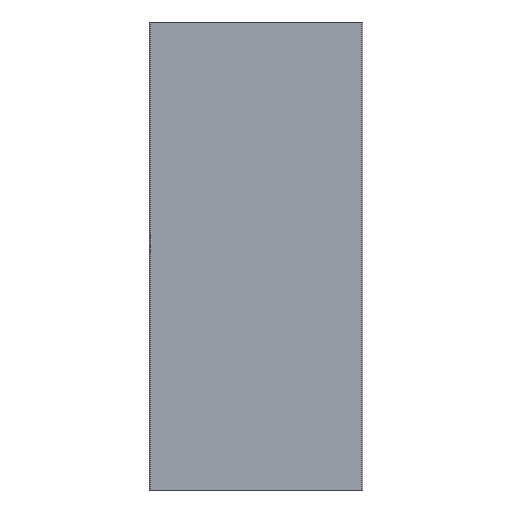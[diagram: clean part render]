
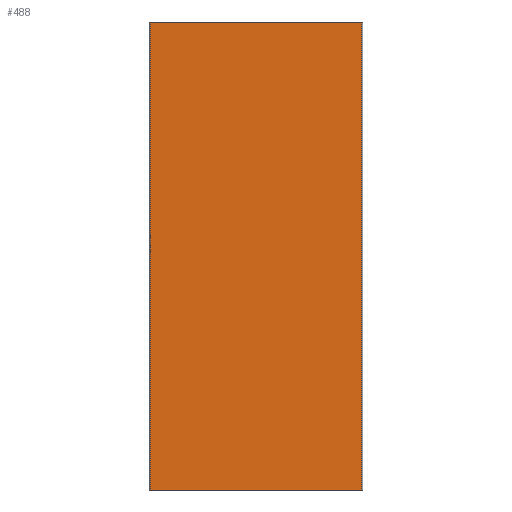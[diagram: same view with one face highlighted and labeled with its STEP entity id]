
A CAD part, front view. The second image highlights one B-rep face of the part: STEP entity #488.
In plain terms, the highlighted planar face has unit normal (0, -1, 0).
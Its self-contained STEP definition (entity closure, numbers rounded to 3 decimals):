
#39 = VECTOR ( 'NONE', #252, 1000. ) ;
#86 = AXIS2_PLACEMENT_3D ( 'NONE', #554, #131, #586 ) ;
#131 = DIRECTION ( 'NONE',  ( 0., 1., 0. ) ) ;
#172 = EDGE_CURVE ( 'NONE', #1075, #399, #691, .T. ) ;
#192 = EDGE_CURVE ( 'NONE', #587, #1075, #193, .T. ) ;
#193 = LINE ( 'NONE', #400, #692 ) ;
#195 = LINE ( 'NONE', #641, #560 ) ;
#219 = VECTOR ( 'NONE', #565, 1000. ) ;
#252 = DIRECTION ( 'NONE',  ( 1., 0., 0. ) ) ;
#259 = EDGE_CURVE ( 'NONE', #399, #544, #195, .T. ) ;
#276 = ORIENTED_EDGE ( 'NONE', *, *, #192, .T. ) ;
#313 = ORIENTED_EDGE ( 'NONE', *, *, #259, .T. ) ;
#316 = LINE ( 'NONE', #1102, #39 ) ;
#320 = CARTESIAN_POINT ( 'NONE',  ( -7.8, -6., 50. ) ) ;
#375 = CARTESIAN_POINT ( 'NONE',  ( -7.8, -6., -50. ) ) ;
#399 = VERTEX_POINT ( 'NONE', #663 ) ;
#400 = CARTESIAN_POINT ( 'NONE',  ( -7.8, -6., 50. ) ) ;
#488 = ADVANCED_FACE ( 'NONE', ( #845 ), #609, .F. ) ;
#530 = EDGE_LOOP ( 'NONE', ( #1159, #313, #754, #276 ) ) ;
#544 = VERTEX_POINT ( 'NONE', #547 ) ;
#547 = CARTESIAN_POINT ( 'NONE',  ( 37.4, -6., 50. ) ) ;
#554 = CARTESIAN_POINT ( 'NONE',  ( 8., -6., 50. ) ) ;
#560 = VECTOR ( 'NONE', #1117, 1000. ) ;
#565 = DIRECTION ( 'NONE',  ( 1., 0., 0. ) ) ;
#586 = DIRECTION ( 'NONE',  ( 0., 0., 1. ) ) ;
#587 = VERTEX_POINT ( 'NONE', #320 ) ;
#609 = PLANE ( 'NONE',  #86 ) ;
#641 = CARTESIAN_POINT ( 'NONE',  ( 37.4, -6., 50. ) ) ;
#663 = CARTESIAN_POINT ( 'NONE',  ( 37.4, -6., -50. ) ) ;
#691 = LINE ( 'NONE', #1009, #219 ) ;
#692 = VECTOR ( 'NONE', #1095, 1000. ) ;
#754 = ORIENTED_EDGE ( 'NONE', *, *, #886, .F. ) ;
#845 = FACE_OUTER_BOUND ( 'NONE', #530, .T. ) ;
#886 = EDGE_CURVE ( 'NONE', #587, #544, #316, .T. ) ;
#1009 = CARTESIAN_POINT ( 'NONE',  ( 8., -6., -50. ) ) ;
#1075 = VERTEX_POINT ( 'NONE', #375 ) ;
#1095 = DIRECTION ( 'NONE',  ( 0., 0., -1. ) ) ;
#1102 = CARTESIAN_POINT ( 'NONE',  ( -8., -6., 50. ) ) ;
#1117 = DIRECTION ( 'NONE',  ( 0., 0., 1. ) ) ;
#1159 = ORIENTED_EDGE ( 'NONE', *, *, #172, .T. ) ;
